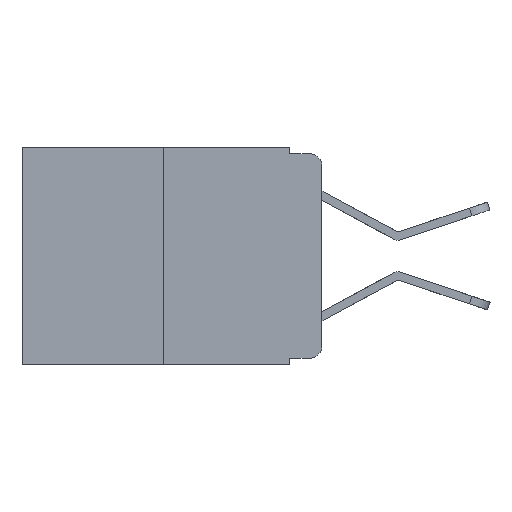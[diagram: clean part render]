
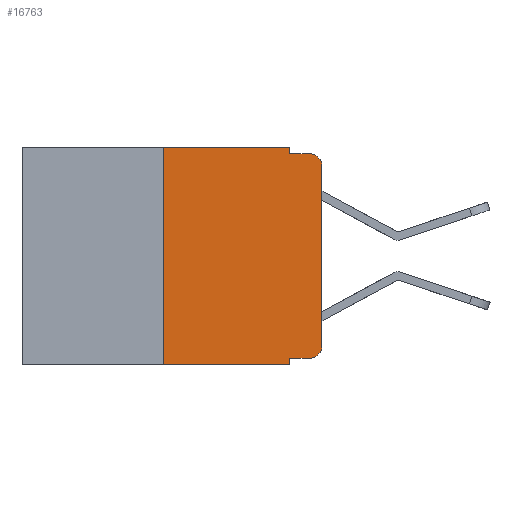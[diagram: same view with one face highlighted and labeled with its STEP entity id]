
A CAD part, left-side view. The second image highlights one B-rep face of the part: STEP entity #16763.
In plain terms, the highlighted planar face has unit normal (-1, 0, 0).
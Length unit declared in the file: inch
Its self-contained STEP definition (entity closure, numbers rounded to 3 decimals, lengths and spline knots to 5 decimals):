
#264 = LINE ( 'NONE', #20576, #538 ) ;
#538 = VECTOR ( 'NONE', #5340, 39.37008 ) ;
#664 = CARTESIAN_POINT ( 'NONE',  ( 0., 0.25, -0.343 ) ) ;
#833 = LINE ( 'NONE', #4265, #10367 ) ;
#1000 = ORIENTED_EDGE ( 'NONE', *, *, #15241, .F. ) ;
#1199 = DIRECTION ( 'NONE',  ( 0., 0., -1. ) ) ;
#1222 = CARTESIAN_POINT ( 'NONE',  ( 0., 0.051, 0. ) ) ;
#1436 = VECTOR ( 'NONE', #9937, 39.37008 ) ;
#1878 = DIRECTION ( 'NONE',  ( 1., 0., 0. ) ) ;
#1941 = LINE ( 'NONE', #3180, #7897 ) ;
#1989 = FACE_OUTER_BOUND ( 'NONE', #5817, .T. ) ;
#2016 = CARTESIAN_POINT ( 'NONE',  ( 0., 0., -0.313 ) ) ;
#2053 = CARTESIAN_POINT ( 'NONE',  ( 0., 0.051, 0. ) ) ;
#2126 = DIRECTION ( 'NONE',  ( 0., 0., 1. ) ) ;
#2179 = LINE ( 'NONE', #2053, #5966 ) ;
#2398 = CARTESIAN_POINT ( 'NONE',  ( 0., 0., -0.03 ) ) ;
#2444 = AXIS2_PLACEMENT_3D ( 'NONE', #12042, #1878, #8719 ) ;
#2892 = LINE ( 'NONE', #1222, #1436 ) ;
#3066 = EDGE_CURVE ( 'NONE', #17980, #4366, #20991, .T. ) ;
#3117 = VERTEX_POINT ( 'NONE', #664 ) ;
#3180 = CARTESIAN_POINT ( 'NONE',  ( 0., 0.051, -0.333 ) ) ;
#3224 = PLANE ( 'NONE',  #2444 ) ;
#3280 = EDGE_CURVE ( 'NONE', #17359, #18261, #9707, .T. ) ;
#3491 = DIRECTION ( 'NONE',  ( 0., -1., 0. ) ) ;
#3643 = ORIENTED_EDGE ( 'NONE', *, *, #6865, .F. ) ;
#4265 = CARTESIAN_POINT ( 'NONE',  ( 0., 0.051, -0.01 ) ) ;
#4366 = VERTEX_POINT ( 'NONE', #2016 ) ;
#4471 = ORIENTED_EDGE ( 'NONE', *, *, #19230, .F. ) ;
#4488 = ORIENTED_EDGE ( 'NONE', *, *, #8266, .F. ) ;
#4525 = VECTOR ( 'NONE', #13311, 39.37008 ) ;
#4575 = VERTEX_POINT ( 'NONE', #9942 ) ;
#4872 = ORIENTED_EDGE ( 'NONE', *, *, #19587, .F. ) ;
#5305 = DIRECTION ( 'NONE',  ( 0., 0., -1. ) ) ;
#5340 = DIRECTION ( 'NONE',  ( 0., -1., 0. ) ) ;
#5464 = DIRECTION ( 'NONE',  ( 0., 0., -1. ) ) ;
#5733 = CARTESIAN_POINT ( 'NONE',  ( 0., 0.02, -0.01 ) ) ;
#5740 = EDGE_CURVE ( 'NONE', #3117, #13614, #17572, .T. ) ;
#5817 = EDGE_LOOP ( 'NONE', ( #11315, #9063, #4471, #4488, #4872, #1000, #13814, #3643, #15365, #8594 ) ) ;
#5966 = VECTOR ( 'NONE', #5464, 39.37008 ) ;
#6254 = CARTESIAN_POINT ( 'NONE',  ( 0., 0.02, -0.03 ) ) ;
#6683 = EDGE_CURVE ( 'NONE', #4366, #17359, #11672, .T. ) ;
#6865 = EDGE_CURVE ( 'NONE', #19353, #13614, #2179, .T. ) ;
#7207 = CARTESIAN_POINT ( 'NONE',  ( 0., 0.051, -0.343 ) ) ;
#7600 = AXIS2_PLACEMENT_3D ( 'NONE', #6254, #14547, #1199 ) ;
#7888 = DIRECTION ( 'NONE',  ( 0., -1., 0. ) ) ;
#7897 = VECTOR ( 'NONE', #3491, 39.37008 ) ;
#8266 = EDGE_CURVE ( 'NONE', #15387, #16895, #2892, .T. ) ;
#8594 = ORIENTED_EDGE ( 'NONE', *, *, #3066, .T. ) ;
#8719 = DIRECTION ( 'NONE',  ( 0., 0., -1. ) ) ;
#8735 = CARTESIAN_POINT ( 'NONE',  ( 0., 0.25, 0. ) ) ;
#8939 = CARTESIAN_POINT ( 'NONE',  ( 0., 0.051, -0.01 ) ) ;
#9063 = ORIENTED_EDGE ( 'NONE', *, *, #3280, .T. ) ;
#9707 = CIRCLE ( 'NONE', #7600, 0.02 ) ;
#9937 = DIRECTION ( 'NONE',  ( 0., 0., -1. ) ) ;
#9942 = CARTESIAN_POINT ( 'NONE',  ( 0., 0.25, 0. ) ) ;
#10273 = DIRECTION ( 'NONE',  ( -1., 0., 0. ) ) ;
#10367 = VECTOR ( 'NONE', #7888, 39.37008 ) ;
#11315 = ORIENTED_EDGE ( 'NONE', *, *, #6683, .T. ) ;
#11347 = CARTESIAN_POINT ( 'NONE',  ( 0., 0., 0. ) ) ;
#11672 = LINE ( 'NONE', #11347, #4525 ) ;
#11947 = VECTOR ( 'NONE', #21223, 39.37008 ) ;
#12042 = CARTESIAN_POINT ( 'NONE',  ( 0., 0.473, 0. ) ) ;
#13311 = DIRECTION ( 'NONE',  ( 0., 0., 1. ) ) ;
#13614 = VERTEX_POINT ( 'NONE', #7207 ) ;
#13814 = ORIENTED_EDGE ( 'NONE', *, *, #5740, .T. ) ;
#14547 = DIRECTION ( 'NONE',  ( -1., 0., 0. ) ) ;
#14989 = AXIS2_PLACEMENT_3D ( 'NONE', #15445, #10273, #5305 ) ;
#15139 = VECTOR ( 'NONE', #2126, 39.37008 ) ;
#15241 = EDGE_CURVE ( 'NONE', #3117, #4575, #15251, .T. ) ;
#15251 = LINE ( 'NONE', #8735, #15139 ) ;
#15365 = ORIENTED_EDGE ( 'NONE', *, *, #18955, .T. ) ;
#15387 = VERTEX_POINT ( 'NONE', #19005 ) ;
#15445 = CARTESIAN_POINT ( 'NONE',  ( 0., 0.02, -0.313 ) ) ;
#15943 = CARTESIAN_POINT ( 'NONE',  ( 0., 0.02, -0.333 ) ) ;
#16763 = ADVANCED_FACE ( 'NONE', ( #1989 ), #3224, .F. ) ;
#16895 = VERTEX_POINT ( 'NONE', #8939 ) ;
#16940 = CARTESIAN_POINT ( 'NONE',  ( 0., 0.051, -0.333 ) ) ;
#17359 = VERTEX_POINT ( 'NONE', #2398 ) ;
#17572 = LINE ( 'NONE', #18022, #11947 ) ;
#17980 = VERTEX_POINT ( 'NONE', #15943 ) ;
#18022 = CARTESIAN_POINT ( 'NONE',  ( 0., 0.473, -0.343 ) ) ;
#18261 = VERTEX_POINT ( 'NONE', #5733 ) ;
#18955 = EDGE_CURVE ( 'NONE', #19353, #17980, #1941, .T. ) ;
#19005 = CARTESIAN_POINT ( 'NONE',  ( 0., 0.051, 0. ) ) ;
#19230 = EDGE_CURVE ( 'NONE', #16895, #18261, #833, .T. ) ;
#19353 = VERTEX_POINT ( 'NONE', #16940 ) ;
#19587 = EDGE_CURVE ( 'NONE', #4575, #15387, #264, .T. ) ;
#20576 = CARTESIAN_POINT ( 'NONE',  ( 0., 0.473, 0. ) ) ;
#20991 = CIRCLE ( 'NONE', #14989, 0.02 ) ;
#21223 = DIRECTION ( 'NONE',  ( 0., -1., 0. ) ) ;
